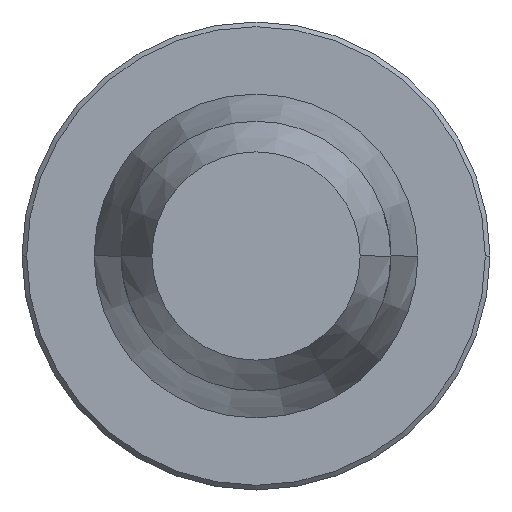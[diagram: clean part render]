
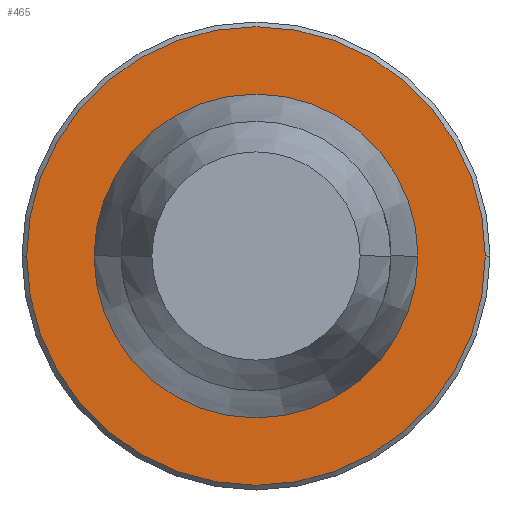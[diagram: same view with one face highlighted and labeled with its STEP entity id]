
A CAD part, left-side view. The second image highlights one B-rep face of the part: STEP entity #465.
In plain terms, the highlighted planar face has unit normal (-1, 0, 0).
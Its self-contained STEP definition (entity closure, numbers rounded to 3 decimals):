
#20=FACE_BOUND('',#117,.T.);
#23=PLANE('',#533);
#39=CIRCLE('',#498,17.3);
#40=CIRCLE('',#500,24.5);
#57=CIRCLE('',#532,24.5);
#58=CIRCLE('',#534,17.3);
#85=FACE_OUTER_BOUND('',#116,.T.);
#116=EDGE_LOOP('',(#393,#394));
#117=EDGE_LOOP('',(#395,#396));
#209=VERTEX_POINT('',#987);
#210=VERTEX_POINT('',#988);
#211=VERTEX_POINT('',#993);
#212=VERTEX_POINT('',#994);
#251=EDGE_CURVE('',#209,#210,#39,.T.);
#254=EDGE_CURVE('',#211,#212,#40,.T.);
#289=EDGE_CURVE('',#212,#211,#57,.T.);
#290=EDGE_CURVE('',#210,#209,#58,.T.);
#393=ORIENTED_EDGE('',*,*,#289,.T.);
#394=ORIENTED_EDGE('',*,*,#254,.T.);
#395=ORIENTED_EDGE('',*,*,#251,.F.);
#396=ORIENTED_EDGE('',*,*,#290,.F.);
#465=ADVANCED_FACE('',(#85,#20),#23,.F.);
#498=AXIS2_PLACEMENT_3D('',#989,#583,#584);
#500=AXIS2_PLACEMENT_3D('',#995,#589,#590);
#532=AXIS2_PLACEMENT_3D('',#1143,#669,#670);
#533=AXIS2_PLACEMENT_3D('',#1144,#671,#672);
#534=AXIS2_PLACEMENT_3D('',#1145,#673,#674);
#583=DIRECTION('center_axis',(-1.,0.,0.));
#584=DIRECTION('ref_axis',(0.,-1.,0.));
#589=DIRECTION('center_axis',(-1.,0.,0.));
#590=DIRECTION('ref_axis',(0.,-1.,0.));
#669=DIRECTION('center_axis',(-1.,0.,0.));
#670=DIRECTION('ref_axis',(0.,-1.,0.));
#671=DIRECTION('center_axis',(1.,0.,0.));
#672=DIRECTION('ref_axis',(0.,0.,-1.));
#673=DIRECTION('center_axis',(-1.,0.,0.));
#674=DIRECTION('ref_axis',(0.,-1.,0.));
#987=CARTESIAN_POINT('',(-20.,-41.8,0.));
#988=CARTESIAN_POINT('',(-20.,-7.2,0.));
#989=CARTESIAN_POINT('Origin',(-20.,-24.5,0.));
#993=CARTESIAN_POINT('',(-20.,-49.,0.));
#994=CARTESIAN_POINT('',(-20.,0.,0.));
#995=CARTESIAN_POINT('Origin',(-20.,-24.5,0.));
#1143=CARTESIAN_POINT('Origin',(-20.,-24.5,0.));
#1144=CARTESIAN_POINT('Origin',(-20.,-51.45,-26.95));
#1145=CARTESIAN_POINT('Origin',(-20.,-24.5,0.));
